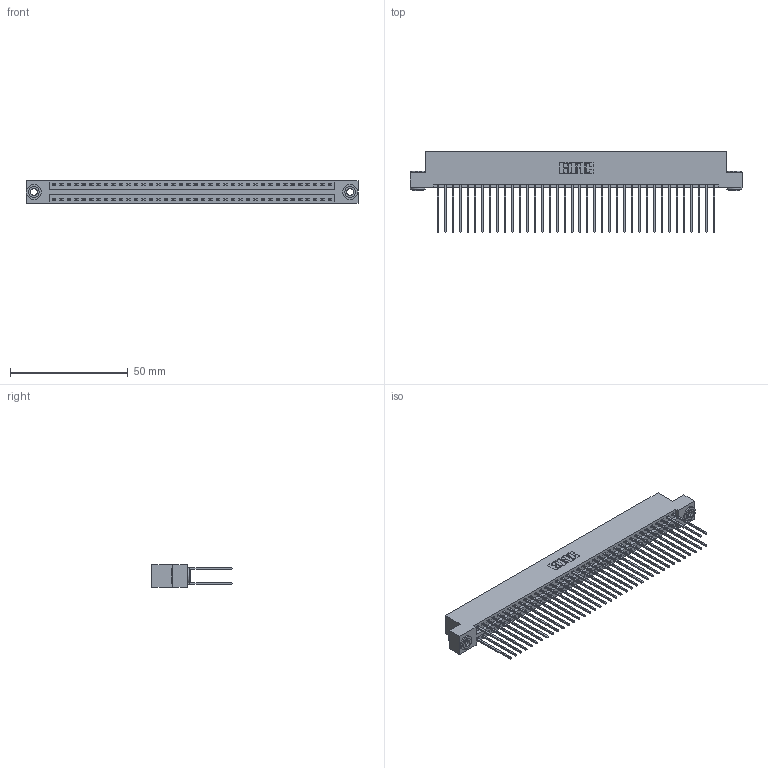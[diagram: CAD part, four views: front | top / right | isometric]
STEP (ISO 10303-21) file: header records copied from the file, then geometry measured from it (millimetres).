
FILE_DESCRIPTION (( 'STEP AP203' ), '1' );
FILE_NAME ('396-076-541-203.STEP', '2019-10-30T21:28:22', ( '' ), ( '' ), 'SwSTEP 2.0', 'SolidWorks 2016', '' );
FILE_SCHEMA (( 'CONFIG_CONTROL_DESIGN' ));
Length unit declared in the file: inch
Products named in the file (4): 345-292-001_345-293-141; 345-250-002_345-250-002-102; 396-076-541-203; 346 Part_Flush Mounting Lugs - 0.156 Dia-TH
Assembly tree (79 placements, depth 2):
  396-076-541-203
    346 Part_Flush Mounting Lugs - 0.156 Dia-TH
    345-292-001_345-293-141  x76
    345-250-002_345-250-002-102  x2
Bounding box: 141.22 x 34.29 x 9.4 mm (x, y, z)
Volume: 14195.4 mm3; surface area: 21755 mm2
Topology: 79 solids, 79 shells, 4112 faces, 12185 edges, 8018 vertices
Faces by surface type: plane 2746, cylinder 1358, cone 8
Entity records: 26006 total; most frequent: CARTESIAN_POINT 4267, ORIENTED_EDGE 4194, DIRECTION 3843, EDGE_CURVE 2097, VECTOR 1789, LINE 1789, VERTEX_POINT 1394, AXIS2_PLACEMENT_3D 1027
